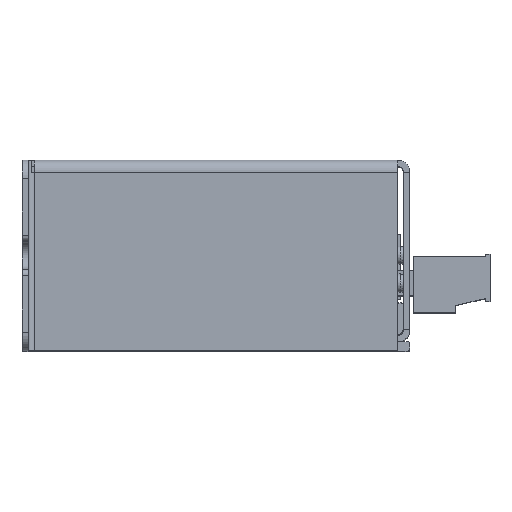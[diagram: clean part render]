
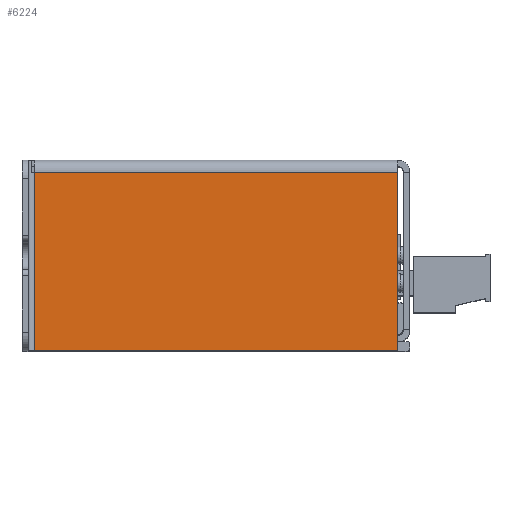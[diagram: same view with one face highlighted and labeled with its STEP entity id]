
A CAD part, top view. The second image highlights one B-rep face of the part: STEP entity #6224.
In plain terms, the highlighted face is planar.
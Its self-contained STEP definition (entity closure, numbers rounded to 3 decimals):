
#6224 = ADVANCED_FACE( '', ( #12519 ), #12520, .T. );
#12519 = FACE_OUTER_BOUND( '', #20102, .T. );
#12520 = PLANE( '', #20103 );
#20102 = EDGE_LOOP( '', ( #32348, #32349, #32350, #32351 ) );
#20103 = AXIS2_PLACEMENT_3D( '', #32352, #32353, #32354 );
#32348 = ORIENTED_EDGE( '', *, *, #37373, .T. );
#32349 = ORIENTED_EDGE( '', *, *, #37419, .T. );
#32350 = ORIENTED_EDGE( '', *, *, #37263, .T. );
#32351 = ORIENTED_EDGE( '', *, *, #35478, .F. );
#32352 = CARTESIAN_POINT( '', ( -0.1, 26.153, -30. ) );
#32353 = DIRECTION( '', ( -1., 0., 0. ) );
#32354 = DIRECTION( '', ( 0., 0., 1. ) );
#35478 = EDGE_CURVE( '', #38438, #40696, #40697, .T. );
#37263 = EDGE_CURVE( '', #43006, #40696, #43007, .T. );
#37373 = EDGE_CURVE( '', #38438, #43124, #43126, .T. );
#37419 = EDGE_CURVE( '', #43124, #43006, #43176, .T. );
#38438 = VERTEX_POINT( '', #44547 );
#40696 = VERTEX_POINT( '', #47774 );
#40697 = LINE( '', #47775, #47776 );
#43006 = VERTEX_POINT( '', #51048 );
#43007 = LINE( '', #51049, #51050 );
#43124 = VERTEX_POINT( '', #51201 );
#43126 = LINE( '', #51203, #51204 );
#43176 = LINE( '', #51267, #51268 );
#44547 = CARTESIAN_POINT( '', ( -0.1, 24.153, -1. ) );
#47774 = CARTESIAN_POINT( '', ( -0.1, -34.847, -1. ) );
#47775 = CARTESIAN_POINT( '', ( -0.1, 24.153, -1. ) );
#47776 = VECTOR( '', #53239, 1000. );
#51048 = CARTESIAN_POINT( '', ( -0.1, -34.847, -30. ) );
#51049 = CARTESIAN_POINT( '', ( -0.1, -34.847, -30. ) );
#51050 = VECTOR( '', #54615, 1000. );
#51201 = CARTESIAN_POINT( '', ( -0.1, 24.153, -30. ) );
#51203 = CARTESIAN_POINT( '', ( -0.1, 24.153, -1. ) );
#51204 = VECTOR( '', #54668, 1000. );
#51267 = CARTESIAN_POINT( '', ( -0.1, 24.153, -30. ) );
#51268 = VECTOR( '', #54694, 1000. );
#53239 = DIRECTION( '', ( 0., -1., 0. ) );
#54615 = DIRECTION( '', ( 0., 0., 1. ) );
#54668 = DIRECTION( '', ( 0., 0., -1. ) );
#54694 = DIRECTION( '', ( 0., -1., 0. ) );
